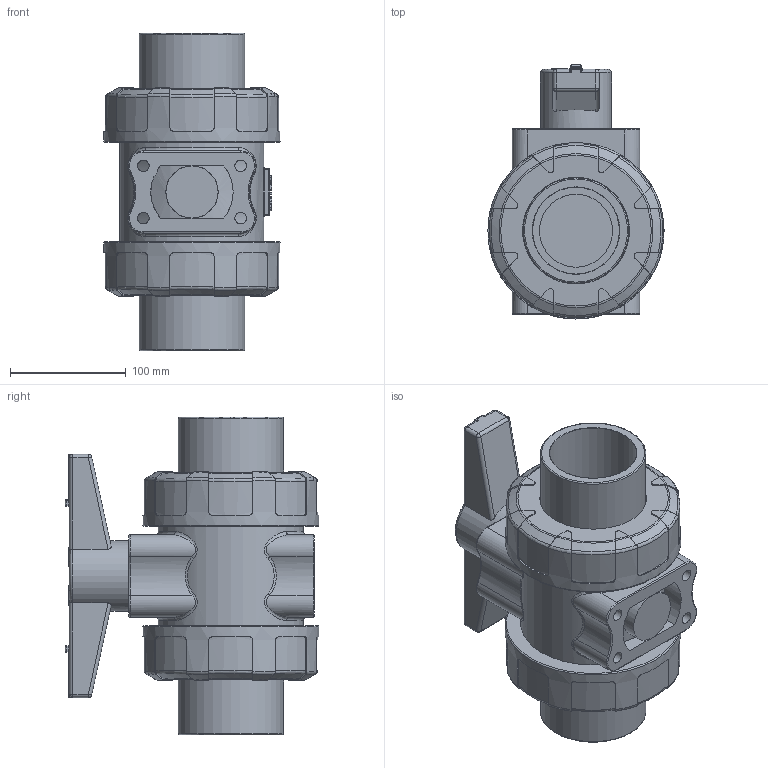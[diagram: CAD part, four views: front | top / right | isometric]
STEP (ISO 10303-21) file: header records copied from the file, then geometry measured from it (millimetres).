
FILE_DESCRIPTION(/* description */ (''),/* implementation_level */ '2;1');
FILE_NAME(/* name */ 'DN65_3D_STEP.stp',/* time_stamp */ '2025-07-03T17:11:25+03:00',/* author */ ('igorr'),/* organization */ (''),/* preprocessor_version */ 'ST-DEVELOPER v20',/* originating_system */ 'Autodesk Inventor 2025',/* authorisation */ '');
FILE_SCHEMA (('AUTOMOTIVE_DESIGN { 1 0 10303 214 3 1 1 }'));
Length unit declared in the file: millimetre
Products named in the file (1): Деталь1
Bounding box: 152 x 219 x 274 mm (x, y, z)
Volume: 3082352.7 mm3; surface area: 300036.5 mm2
Topology: 1 solids, 2 shells, 633 faces, 1613 edges, 1011 vertices
Faces by surface type: cylinder 205, plane 191, torus 96, bspline 83, cone 34, sphere 24
Full cylindrical faces by diameter (mm): 10 x8, 23 x1, 42 x1, 61.295 x1, 63 x2, 75 x2, 91 x2, 92.2 x2, 125 x1, 152 x2
Entity records: 22798 total; most frequent: CARTESIAN_POINT 7677, ORIENTED_EDGE 3218, DIRECTION 2728, EDGE_CURVE 1609, AXIS2_PLACEMENT_3D 1036, VERTEX_POINT 1011, EDGE_LOOP 672, LINE 656
